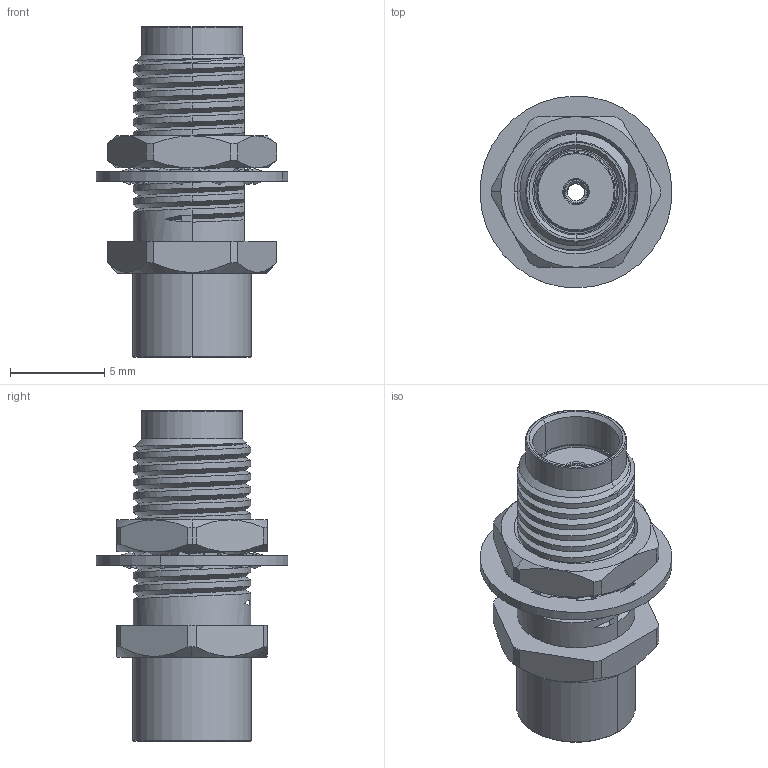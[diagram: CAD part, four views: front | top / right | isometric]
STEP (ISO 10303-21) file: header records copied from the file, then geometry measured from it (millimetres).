
FILE_DESCRIPTION (( 'STEP AP214' ), '1' );
FILE_NAME ('74-5130-501.STEP', '2022-03-03T15:14:08', ( '' ), ( '' ), 'SwSTEP 2.0', 'SolidWorks 2021', '' );
FILE_SCHEMA (( 'AUTOMOTIVE_DESIGN' ));
Length unit declared in the file: millimetre
Products named in the file (1): 74-5130-501
Bounding box: 10.2 x 10.2 x 17.56 mm (x, y, z)
Surface area: 919.7 mm2 (no closed solid volume)
Topology: 0 solids, 8 shells, 246 faces, 687 edges, 443 vertices
Faces by surface type: cylinder 75, bspline 65, plane 59, cone 41, torus 6
Entity records: 19887 total; most frequent: CARTESIAN_POINT 11558, ORIENTED_EDGE 1295, DIRECTION 957, EDGE_CURVE 687, VERTEX_POINT 443, AXIS2_PLACEMENT_3D 339, VECTOR 279, LINE 279
